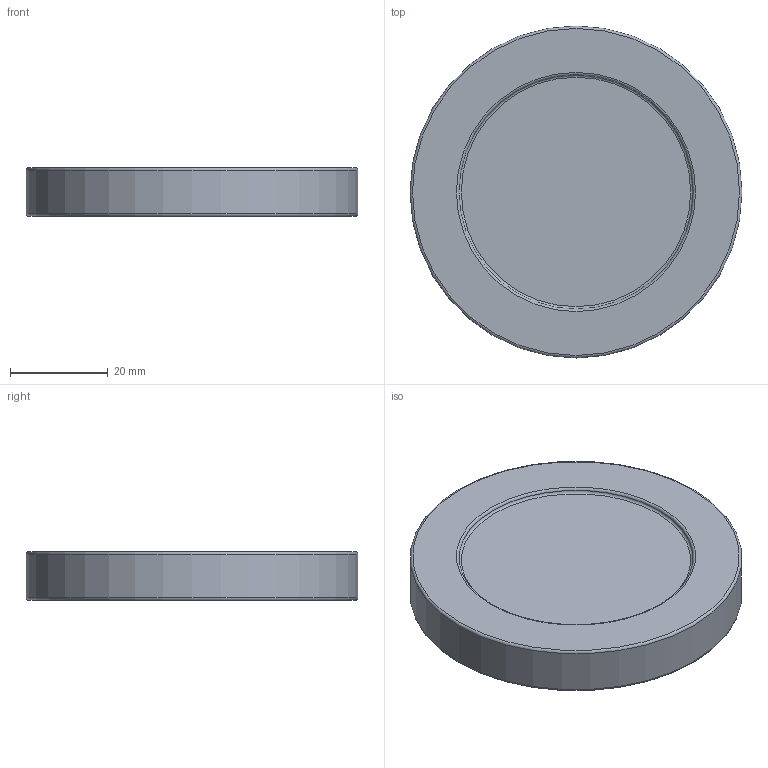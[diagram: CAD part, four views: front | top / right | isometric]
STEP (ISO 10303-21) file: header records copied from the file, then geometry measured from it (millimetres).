
FILE_DESCRIPTION(/* description */ (''),/* implementation_level */ '2;1');
FILE_NAME(/* name */ 'puck2 v2.step',/* time_stamp */ '2020-04-11T11:21:30+02:00',/* author */ (''),/* organization */ (''),/* preprocessor_version */ 'ST-DEVELOPER v18',/* originating_system */ 'Autodesk Translation Framework v8.12.0.6',/* authorisation */ '');
FILE_SCHEMA (('AUTOMOTIVE_DESIGN { 1 0 10303 214 3 1 1 }'));
Length unit declared in the file: millimetre
Products named in the file (1): puck2
Bounding box: 68 x 68 x 10 mm (x, y, z)
Volume: 32674.7 mm3; surface area: 9479.9 mm2
Topology: 1 solids, 1 shells, 11 faces, 17 edges, 10 vertices
Faces by surface type: torus 6, plane 4, cylinder 1
Full cylindrical faces by diameter (mm): 68 x1
Entity records: 288 total; most frequent: DIRECTION 57, CARTESIAN_POINT 39, ORIENTED_EDGE 34, AXIS2_PLACEMENT_3D 28, EDGE_CURVE 17, CIRCLE 16, EDGE_LOOP 13, FACE_OUTER_BOUND 11
